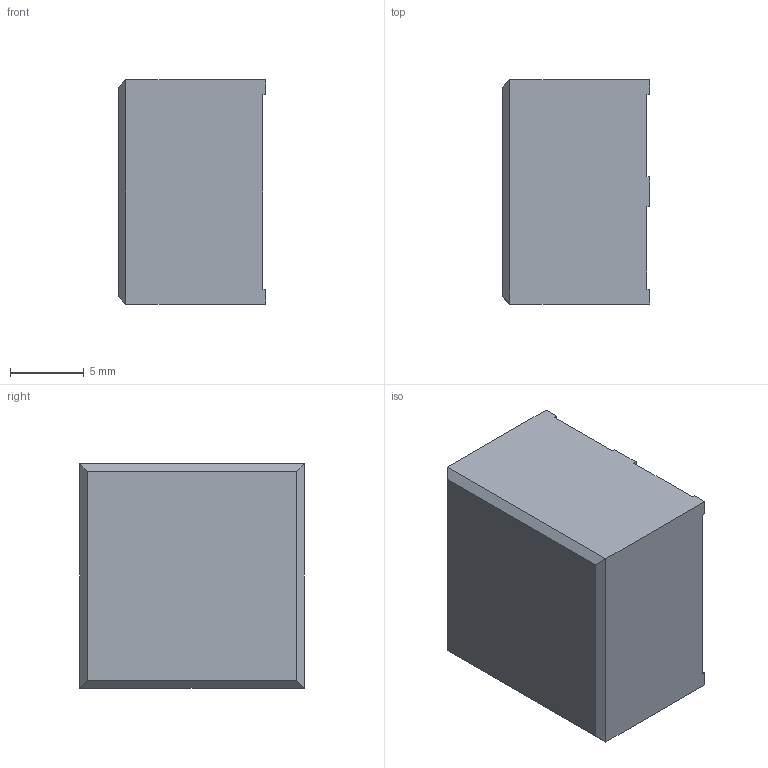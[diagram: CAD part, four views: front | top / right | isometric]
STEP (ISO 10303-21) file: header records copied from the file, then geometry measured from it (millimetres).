
FILE_DESCRIPTION(/* description */ ('PC and Snap-in Mount Non-Illuminated Pushbuttons_ni_body-Non-Illuminated Pushbuttons - Series UB2'),/* implementation_level */ '2;1');
FILE_NAME(/* name */ 'UB21SK035C_5Dni_body.ipt.step',/* time_stamp */ '2015-01-02T18:41:07-08:00',/* author */ ('Autodesk Inc.'),/* organization */ ('Autodesk Inc.'),/* preprocessor_version */ 'ST-DEVELOPER v15.6',/* originating_system */ 'Autodesk Inventor 2015',/* authorisation */ '');
FILE_SCHEMA (('AUTOMOTIVE_DESIGN { 1 0 10303 214 3 1 1 }'));
Length unit declared in the file: inch
Products named in the file (1): UB21SK035C_5Dni_body
Bounding box: 10.01 x 15.24 x 15.24 mm (x, y, z)
Volume: 2156.7 mm3; surface area: 1080 mm2
Topology: 1 solids, 1 shells, 38 faces, 104 edges, 68 vertices
Faces by surface type: plane 38
Entity records: 1247 total; most frequent: CARTESIAN_POINT 211, ORIENTED_EDGE 208, DIRECTION 182, LINE 104, VECTOR 104, EDGE_CURVE 104, VERTEX_POINT 68, STYLED_ITEM 39
